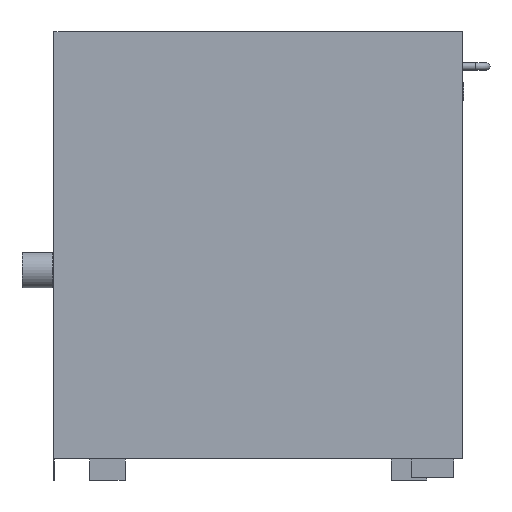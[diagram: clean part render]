
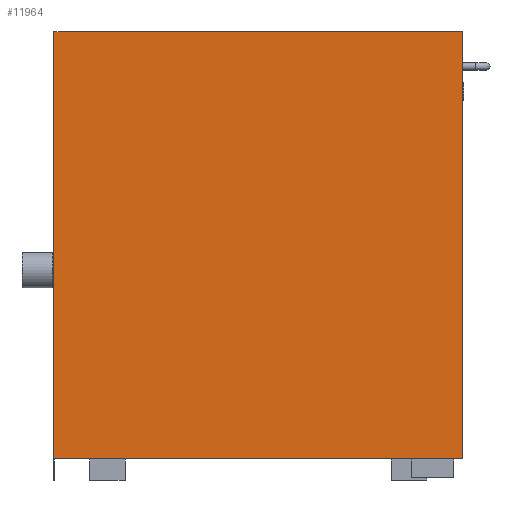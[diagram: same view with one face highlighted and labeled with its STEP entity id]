
A CAD part, left-side view. The second image highlights one B-rep face of the part: STEP entity #11964.
In plain terms, the highlighted planar face has unit normal (-1, 0, 0).
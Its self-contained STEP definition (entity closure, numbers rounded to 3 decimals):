
#1440=FACE_OUTER_BOUND('',#2113,.T.);
#2113=EDGE_LOOP('',(#8424,#8425,#8426,#8427,#8428,#8429));
#2870=LINE('',#15879,#4126);
#2872=LINE('',#15883,#4128);
#2940=LINE('',#16022,#4196);
#3001=LINE('',#16177,#4257);
#3002=LINE('',#16179,#4258);
#3003=LINE('',#16180,#4259);
#4126=VECTOR('',#13319,10.);
#4128=VECTOR('',#13323,10.);
#4196=VECTOR('',#13439,10.);
#4257=VECTOR('',#13590,10.);
#4258=VECTOR('',#13591,10.);
#4259=VECTOR('',#13592,10.);
#5380=VERTEX_POINT('',#15875);
#5381=VERTEX_POINT('',#15877);
#5382=VERTEX_POINT('',#15881);
#5429=VERTEX_POINT('',#16020);
#5478=VERTEX_POINT('',#16176);
#5479=VERTEX_POINT('',#16178);
#6502=EDGE_CURVE('',#5380,#5381,#2870,.T.);
#6504=EDGE_CURVE('',#5382,#5381,#2872,.T.);
#6572=EDGE_CURVE('',#5429,#5382,#2940,.T.);
#6643=EDGE_CURVE('',#5478,#5429,#3001,.T.);
#6644=EDGE_CURVE('',#5479,#5478,#3002,.T.);
#6645=EDGE_CURVE('',#5380,#5479,#3003,.T.);
#8424=ORIENTED_EDGE('',*,*,#6643,.F.);
#8425=ORIENTED_EDGE('',*,*,#6644,.F.);
#8426=ORIENTED_EDGE('',*,*,#6645,.F.);
#8427=ORIENTED_EDGE('',*,*,#6502,.T.);
#8428=ORIENTED_EDGE('',*,*,#6504,.F.);
#8429=ORIENTED_EDGE('',*,*,#6572,.F.);
#11496=PLANE('',#12727);
#11964=ADVANCED_FACE('',(#1440),#11496,.T.);
#12727=AXIS2_PLACEMENT_3D('',#16175,#13588,#13589);
#13319=DIRECTION('',(0.,-1.,0.));
#13323=DIRECTION('',(0.,0.,-1.));
#13439=DIRECTION('',(0.,1.,0.));
#13588=DIRECTION('center_axis',(-1.,0.,0.));
#13589=DIRECTION('ref_axis',(0.,-1.,0.));
#13590=DIRECTION('',(0.,0.,-1.));
#13591=DIRECTION('',(0.,-1.,0.));
#13592=DIRECTION('',(0.,0.,1.));
#15875=CARTESIAN_POINT('',(-446.5,287.,-330.44));
#15877=CARTESIAN_POINT('',(-446.5,286.9,-330.44));
#15879=CARTESIAN_POINT('',(-446.5,287.,-330.44));
#15881=CARTESIAN_POINT('',(-446.5,286.9,-300.44));
#15883=CARTESIAN_POINT('',(-446.5,286.9,-330.44));
#16020=CARTESIAN_POINT('',(-446.5,-287.,-300.44));
#16022=CARTESIAN_POINT('',(-446.5,287.,-300.44));
#16175=CARTESIAN_POINT('Origin',(-446.5,287.,0.));
#16176=CARTESIAN_POINT('',(-446.5,-287.,300.44));
#16177=CARTESIAN_POINT('',(-446.5,-287.,0.));
#16178=CARTESIAN_POINT('',(-446.5,287.,300.44));
#16179=CARTESIAN_POINT('',(-446.5,287.,300.44));
#16180=CARTESIAN_POINT('',(-446.5,287.,0.));
